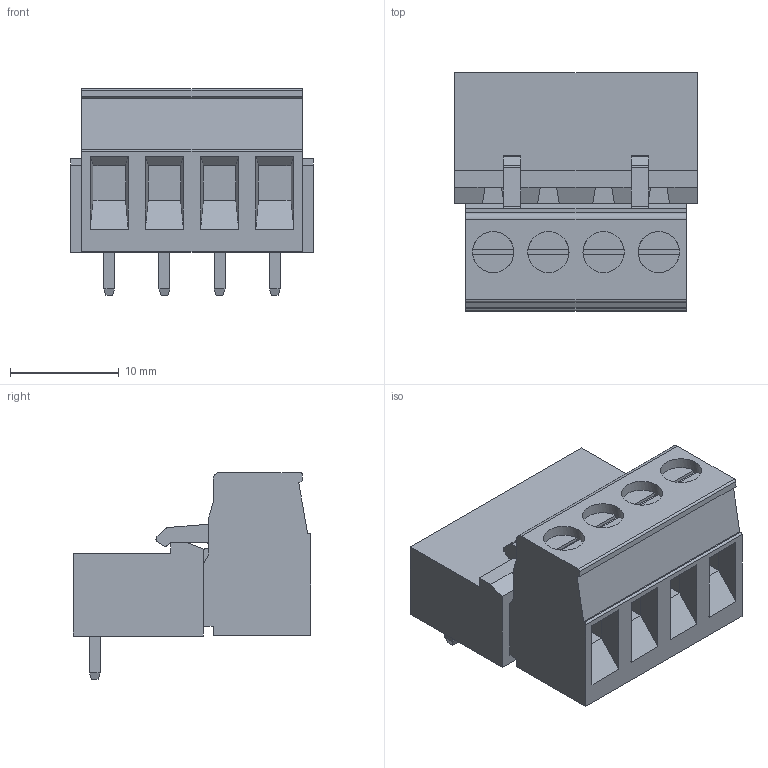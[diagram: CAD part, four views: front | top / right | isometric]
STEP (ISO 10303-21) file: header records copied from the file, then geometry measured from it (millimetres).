
FILE_DESCRIPTION(/* description */ ('model of PhoenixContact_MSTBA-G_04x5.08mm_Angled.'),/* implementation_level */ FILE_NAME(/* name */ 'PhoenixContact_MSTBA-G_04x5.08mm_Angled..stp',/* time_stamp */ '2017-06-08T17:38:06',/* author */ ('Rene Poeschl',''),/* organization */ (''),/* preprocessor_version */ '',/* originating_system */ '',/* authorisation */ '');
FILE_NAME(/* name */ 'PhoenixContact_MSTBA-G_04x5.08mm_Angled..stp',/* time_stamp */ '2017-06-08T17:38:06',/* author */ ('Rene Poeschl',''),/* organization */ (''),/* preprocessor_version */ '',/* originating_system */ '',/* authorisation */ '');
FILE_SCHEMA(('AUTOMOTIVE_DESIGN_CC2 { 1 2 10303 214 -1 1 5 4 }'));
Length unit declared in the file: millimetre
Products named in the file (1): MSTBA_01x04_G_5_08mm
Bounding box: 22.32 x 21.9 x 19.05 mm (x, y, z)
Volume: 4671.3 mm3; surface area: 2503 mm2
Topology: 1 solids, 1 shells, 182 faces, 468 edges, 296 vertices
Faces by surface type: plane 143, cylinder 23, bspline 16
Full cylindrical faces by diameter (mm): 3.8 x4
Entity records: 6693 total; most frequent: CARTESIAN_POINT 1011, ORIENTED_EDGE 936, DIRECTION 852, EDGE_CURVE 468, LINE 386, VECTOR 386, VERTEX_POINT 296, AXIS2_PLACEMENT_3D 233
